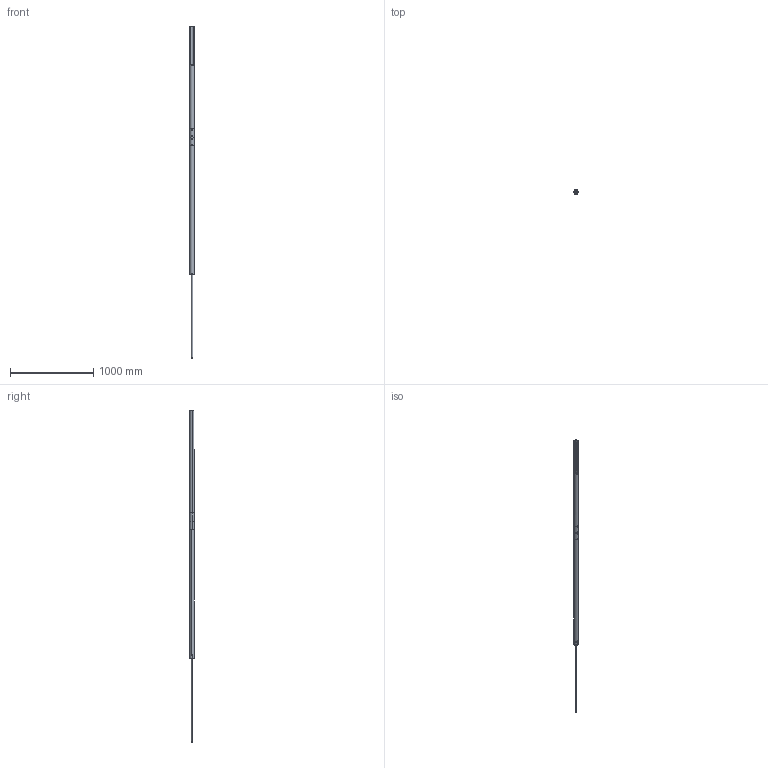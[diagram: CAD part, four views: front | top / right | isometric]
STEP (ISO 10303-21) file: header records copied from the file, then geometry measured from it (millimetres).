
FILE_DESCRIPTION (( 'STEP AP214' ), '1' );
FILE_NAME ('5408874_KSTP1.stp', '2018-08-31T08:13:01', ( '' ), ( '' ), 'SwSTEP 2.0', 'SolidWorks 2016', '' );
FILE_SCHEMA (( 'AUTOMOTIVE_DESIGN' ));
Length unit declared in the file: millimetre
Products named in the file (6): Fangstange; Aluminiummast_mit_Auslass; Drehteil; 5408874_KSTP1; 5408938T2; 5408938T3
Assembly tree (5 placements, depth 2):
  5408874_KSTP1
    5408938T3
    5408938T2
    Aluminiummast_mit_Auslass
    Drehteil
    Fangstange
Bounding box: 54 x 54 x 4000 mm (x, y, z)
Volume: 286787.6 mm3; surface area: 969559.7 mm2
Topology: 2 solids, 5 shells, 118 faces, 310 edges, 198 vertices
Faces by surface type: cylinder 44, cone 38, bspline 20, plane 16
Entity records: 21979 total; most frequent: CARTESIAN_POINT 17707, ORIENTED_EDGE 592, DIRECTION 518, EDGE_CURVE 310, AXIS2_PLACEMENT_3D 207, VERTEX_POINT 198, EDGE_LOOP 149, UNCERTAINTY_MEASURE_WITH_UNIT 131
